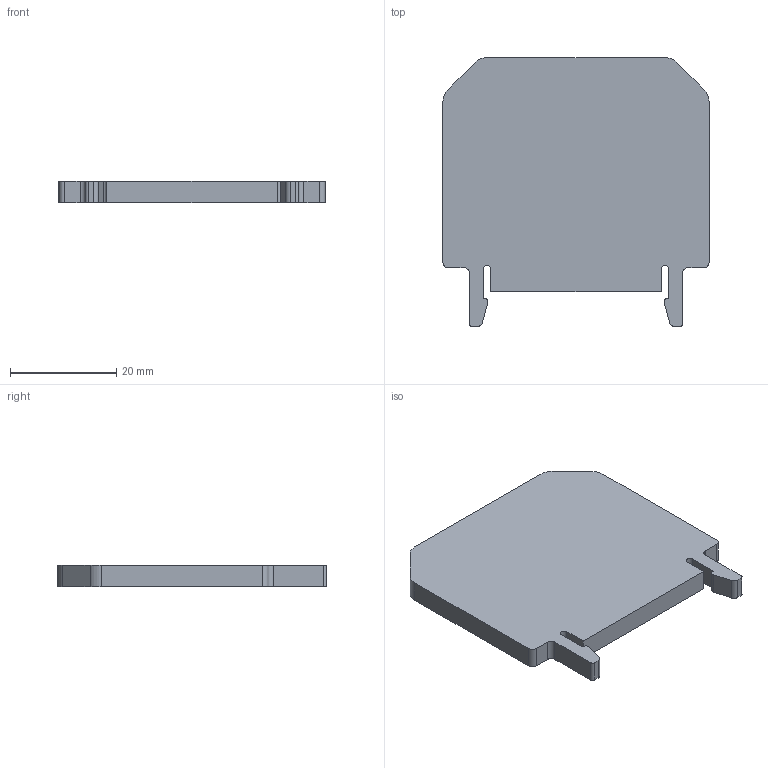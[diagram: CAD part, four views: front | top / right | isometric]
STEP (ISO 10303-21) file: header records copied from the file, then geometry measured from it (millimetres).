
FILE_DESCRIPTION(/* description */ (''),/* implementation_level */ '2;1');
FILE_NAME(/* name */ 'IW51_ipt.stp',/* time_stamp */ '2019-01-28T09:32:04+01:00',/* author */ ('ahoffmann'),/* organization */ (''),/* preprocessor_version */ 'ST-DEVELOPER v16.1',/* originating_system */ 'Autodesk Inventor 2016',/* authorisation */ '');
FILE_SCHEMA (('AUTOMOTIVE_DESIGN { 1 0 10303 214 3 1 1 }'));
Length unit declared in the file: millimetre
Products named in the file (1): 00347W2 TEIL1
Bounding box: 50 x 50.5 x 4 mm (x, y, z)
Volume: 4523.8 mm3; surface area: 6865.6 mm2
Topology: 1 solids, 1 shells, 131 faces, 334 edges, 222 vertices
Faces by surface type: plane 107, cylinder 22, cone 2
Full cylindrical faces by diameter (mm): 2 x2
Entity records: 3922 total; most frequent: CARTESIAN_POINT 684, ORIENTED_EDGE 660, DIRECTION 640, EDGE_CURVE 330, LINE 284, VECTOR 284, VERTEX_POINT 222, AXIS2_PLACEMENT_3D 178
